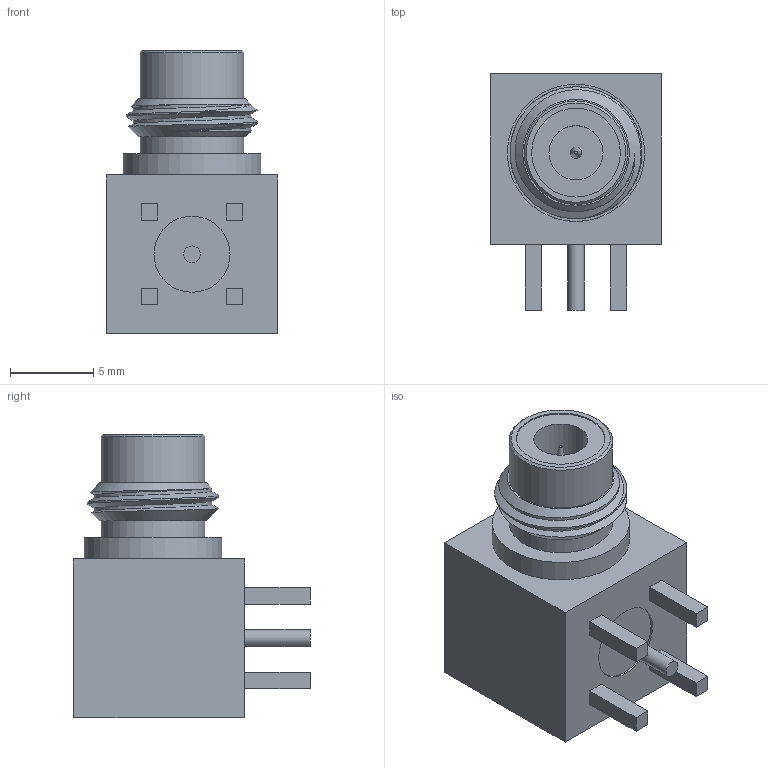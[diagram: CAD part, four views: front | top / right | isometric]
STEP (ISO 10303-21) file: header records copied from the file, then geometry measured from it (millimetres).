
FILE_DESCRIPTION (( 'STEP AP203' ), '1' );
FILE_NAME ('PE4180 ¦ FMCN1556_3D.step', '2020-09-30T16:00:15', ( '' ), ( '' ), 'SwSTEP 2.0', 'SolidWorks 2018', '' );
FILE_SCHEMA (( 'CONFIG_CONTROL_DESIGN' ));
Length unit declared in the file: inch
Products named in the file (1): PE4180 ｦ FMCN1556_3D
Bounding box: 10.29 x 14.21 x 17.01 mm (x, y, z)
Volume: 1279.5 mm3; surface area: 936.5 mm2
Topology: 1 solids, 2 shells, 55 faces, 115 edges, 77 vertices
Faces by surface type: plane 37, cylinder 11, cone 4, bspline 3
Full cylindrical faces by diameter (mm): 0.686 x1, 1 x2, 3.251 x1, 4.572 x2, 5.334 x1, 6.223 x2, 8.255 x1
Entity records: 2312 total; most frequent: CARTESIAN_POINT 1143, DIRECTION 218, ORIENTED_EDGE 192, EDGE_CURVE 96, EDGE_LOOP 84, AXIS2_PLACEMENT_3D 79, VERTEX_POINT 72, FACE_OUTER_BOUND 65
